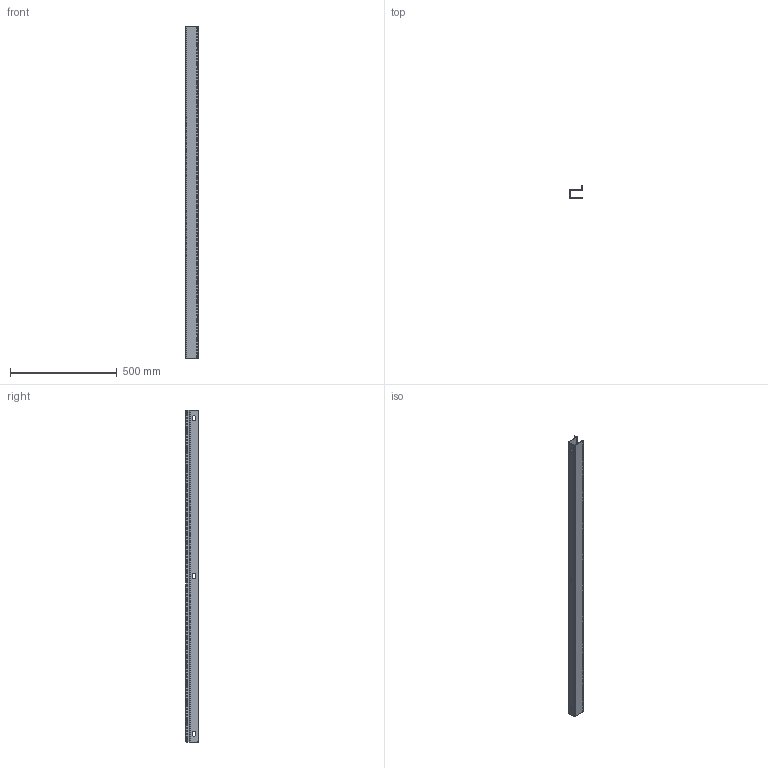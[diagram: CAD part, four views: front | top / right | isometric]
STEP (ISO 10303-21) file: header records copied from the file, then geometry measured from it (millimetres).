
FILE_DESCRIPTION (( 'STEP AP203' ), '1' );
FILE_NAME ('SCE-72RA24TH.step', '2021-01-08T15:46:29', ( 'ADC123' ), ( 'Microsoft' ), 'SwSTEP 2.0', 'SolidWorks 2019', '' );
FILE_SCHEMA (( 'CONFIG_CONTROL_DESIGN' ));
Length unit declared in the file: inch
Products named in the file (1): SCE-72RA24TH
Bounding box: 62.71 x 59.93 x 1555.75 mm (x, y, z)
Volume: 629088.1 mm3; surface area: 658282.5 mm2
Topology: 2 solids, 2 shells, 266 faces, 786 edges, 524 vertices
Faces by surface type: cylinder 236, plane 30
Full cylindrical faces by diameter (mm): 7.137 x210
Entity records: 9053 total; most frequent: DIRECTION 1582, CARTESIAN_POINT 1367, ORIENTED_EDGE 1152, EDGE_LOOP 908, AXIS2_PLACEMENT_3D 739, EDGE_CURVE 576, VERTEX_POINT 524, FACE_OUTER_BOUND 476
